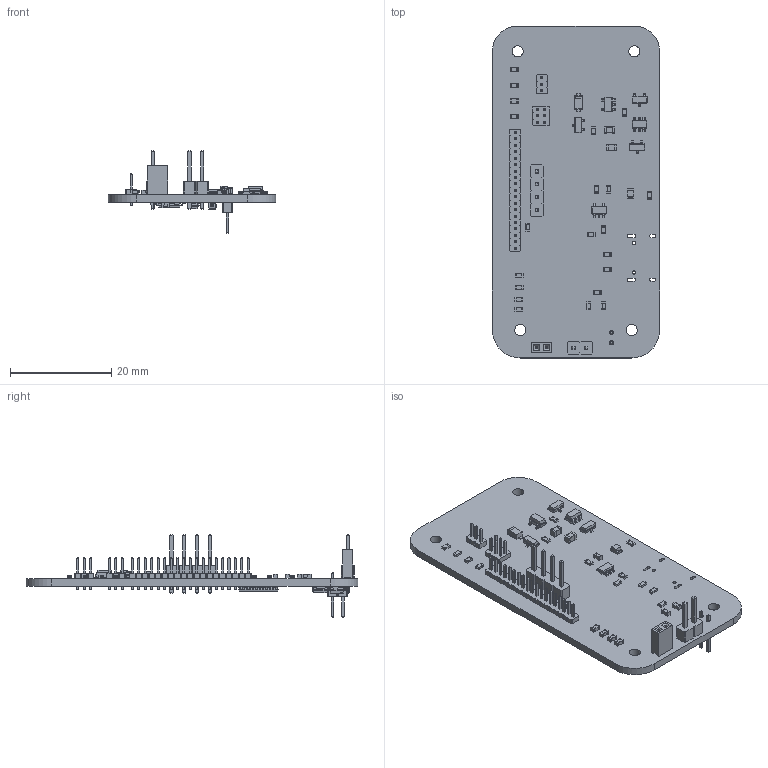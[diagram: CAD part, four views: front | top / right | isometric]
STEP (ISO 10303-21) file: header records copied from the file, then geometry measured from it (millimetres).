
FILE_DESCRIPTION(('KiCad electronic assembly'),'2;1');
FILE_NAME('OM-FlexGrid-Rigid-PCB.step','2025-07-07T23:29:36',('Pcbnew'), ('Kicad'),'Open CASCADE STEP processor 7.8','KiCad to STEP converter', 'Unknown');
FILE_SCHEMA(('AUTOMOTIVE_DESIGN { 1 0 10303 214 1 1 1 1 }'));
Length unit declared in the file: millimetre
Products named in the file (20): OM-FlexGrid-Rigid-PCB 1; R_0603_1608Metric; D_SOD-123F; SOT-23-5; PinHeader_2x03_P1.27mm_Vertical; C_0603_1608Metric; SOT-23; PinSocket_1x02_P2.00mm_Vertical; SOT-23-6; LED_0805_2012Metric; PinHeader_1x02_P2.54mm_Vertical; C_0805_2012Metric; PinHeader_1x04_P2.54mm_Vertical; TSOT-23-5; PinHeader_1x19_P1.27mm_Vertical; PinHeader_1x03_P1.27mm_Vertical; TSSOP-24_4.4x7.8mm_P0.65mm; PinHeader_1x02_P2.00mm_Vertical; D_SOD-123; OM-FlexGrid-Rigid-PCB_PCB
Assembly tree (45 placements, depth 2):
  OM-FlexGrid-Rigid-PCB 1
    R_0603_1608Metric  x15
    D_SOD-123F
    SOT-23-5
    PinHeader_2x03_P1.27mm_Vertical
    C_0603_1608Metric  x9
    SOT-23  x4
    PinSocket_1x02_P2.00mm_Vertical
    SOT-23-6
    LED_0805_2012Metric
    PinHeader_1x02_P2.54mm_Vertical
    C_0805_2012Metric  x2
    PinHeader_1x04_P2.54mm_Vertical
    TSOT-23-5
    PinHeader_1x19_P1.27mm_Vertical
    PinHeader_1x03_P1.27mm_Vertical
    TSSOP-24_4.4x7.8mm_P0.65mm
    PinHeader_1x02_P2.00mm_Vertical
    D_SOD-123
    OM-FlexGrid-Rigid-PCB_PCB
Bounding box: 33 x 65.5 x 16.22 mm (x, y, z)
Volume: 3545.7 mm3; surface area: 6113.2 mm2
Topology: 45 solids, 45 shells, 2886 faces, 7246 edges, 4552 vertices
Faces by surface type: plane 2073, cylinder 533, bspline 280
Full cylindrical faces by diameter (mm): 0.5 x1, 0.65 x30, 0.8 x4, 1 x6, 2.2 x4
Entity records: 73888 total; most frequent: CARTESIAN_POINT 11193, ORIENTED_EDGE 10212, DIRECTION 9234, EDGE_CURVE 5106, LINE 4348, VECTOR 4348, VERTEX_POINT 3186, AXIS2_PLACEMENT_3D 2443
